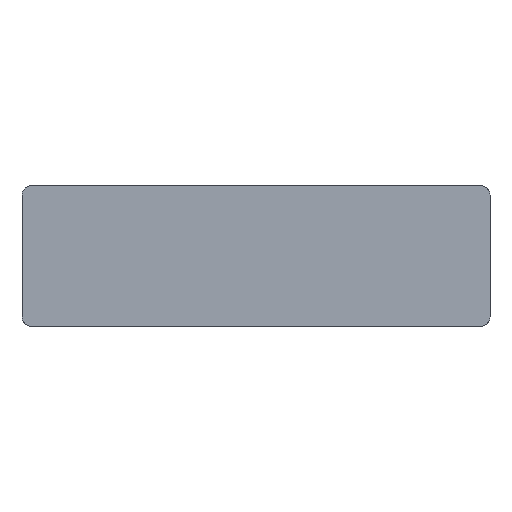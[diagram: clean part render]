
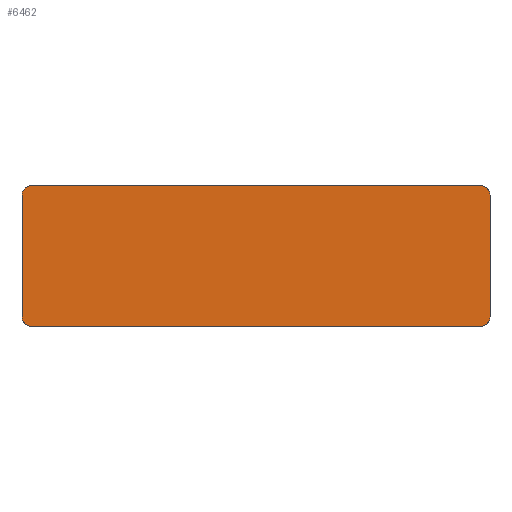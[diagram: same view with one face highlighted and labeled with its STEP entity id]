
A CAD part, front view. The second image highlights one B-rep face of the part: STEP entity #6462.
In plain terms, the highlighted planar face has unit normal (0, -1, 0).
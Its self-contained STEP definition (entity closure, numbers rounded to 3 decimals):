
#36=CARTESIAN_POINT('',(48.,-24.,-13.));
#37=DIRECTION('',(0.,-1.,0.));
#38=DIRECTION('',(0.,0.,-1.));
#39=AXIS2_PLACEMENT_3D('',#36,#37,#38);
#41=DIRECTION('',(1.,0.,0.));
#42=VECTOR('',#41,96.);
#43=CARTESIAN_POINT('',(-48.,-24.,-15.));
#44=LINE('',#43,#42);
#45=CARTESIAN_POINT('',(-48.,-24.,-13.));
#46=DIRECTION('',(0.,-1.,0.));
#47=DIRECTION('',(-1.,0.,0.));
#48=AXIS2_PLACEMENT_3D('',#45,#46,#47);
#50=CARTESIAN_POINT('',(-48.,-24.,13.));
#51=DIRECTION('',(0.,-1.,0.));
#52=DIRECTION('',(0.,0.,1.));
#53=AXIS2_PLACEMENT_3D('',#50,#51,#52);
#55=DIRECTION('',(1.,0.,0.));
#56=VECTOR('',#55,96.);
#57=CARTESIAN_POINT('',(-48.,-24.,15.));
#58=LINE('',#57,#56);
#59=CARTESIAN_POINT('',(48.,-24.,13.));
#60=DIRECTION('',(0.,-1.,0.));
#61=DIRECTION('',(1.,0.,0.));
#62=AXIS2_PLACEMENT_3D('',#59,#60,#61);
#96=DIRECTION('',(0.,0.,1.));
#97=VECTOR('',#96,26.);
#98=CARTESIAN_POINT('',(50.,-24.,-13.));
#99=LINE('',#98,#97);
#3029=DIRECTION('',(0.,0.,-1.));
#3030=VECTOR('',#3029,26.);
#3031=CARTESIAN_POINT('',(-50.,-24.,13.));
#3032=LINE('',#3031,#3030);
#6332=CARTESIAN_POINT('',(48.,-24.,-15.));
#6333=CARTESIAN_POINT('',(50.,-24.,-13.));
#6334=VERTEX_POINT('',#6332);
#6335=VERTEX_POINT('',#6333);
#6352=CARTESIAN_POINT('',(50.,-24.,13.));
#6353=CARTESIAN_POINT('',(48.,-24.,15.));
#6354=VERTEX_POINT('',#6352);
#6355=VERTEX_POINT('',#6353);
#6372=CARTESIAN_POINT('',(-48.,-24.,15.));
#6373=CARTESIAN_POINT('',(-50.,-24.,13.));
#6374=VERTEX_POINT('',#6372);
#6375=VERTEX_POINT('',#6373);
#6392=CARTESIAN_POINT('',(-50.,-24.,-13.));
#6393=CARTESIAN_POINT('',(-48.,-24.,-15.));
#6394=VERTEX_POINT('',#6392);
#6395=VERTEX_POINT('',#6393);
#6441=CARTESIAN_POINT('',(0.,-24.,0.));
#6442=DIRECTION('',(0.,-1.,0.));
#6443=DIRECTION('',(1.,0.,0.));
#6444=AXIS2_PLACEMENT_3D('',#6441,#6442,#6443);
#6445=PLANE('',#6444);
#6447=ORIENTED_EDGE('',*,*,#6446,.F.);
#6449=ORIENTED_EDGE('',*,*,#6448,.F.);
#6451=ORIENTED_EDGE('',*,*,#6450,.F.);
#6453=ORIENTED_EDGE('',*,*,#6452,.F.);
#6455=ORIENTED_EDGE('',*,*,#6454,.F.);
#6456=ORIENTED_EDGE('',*,*,#6411,.T.);
#6457=ORIENTED_EDGE('',*,*,#6431,.F.);
#6459=ORIENTED_EDGE('',*,*,#6458,.F.);
#6460=EDGE_LOOP('',(#6447,#6449,#6451,#6453,#6455,#6456,#6457,#6459));
#6461=FACE_OUTER_BOUND('',#6460,.F.);
#6462=ADVANCED_FACE('',(#6461),#6445,.T.);
#40=CIRCLE('',#39,2.);
#49=CIRCLE('',#48,2.);
#54=CIRCLE('',#53,2.);
#63=CIRCLE('',#62,2.);
#6411=EDGE_CURVE('',#6374,#6355,#58,.T.);
#6431=EDGE_CURVE('',#6354,#6355,#63,.T.);
#6446=EDGE_CURVE('',#6334,#6335,#40,.T.);
#6448=EDGE_CURVE('',#6395,#6334,#44,.T.);
#6450=EDGE_CURVE('',#6394,#6395,#49,.T.);
#6452=EDGE_CURVE('',#6375,#6394,#3032,.T.);
#6454=EDGE_CURVE('',#6374,#6375,#54,.T.);
#6458=EDGE_CURVE('',#6335,#6354,#99,.T.);
